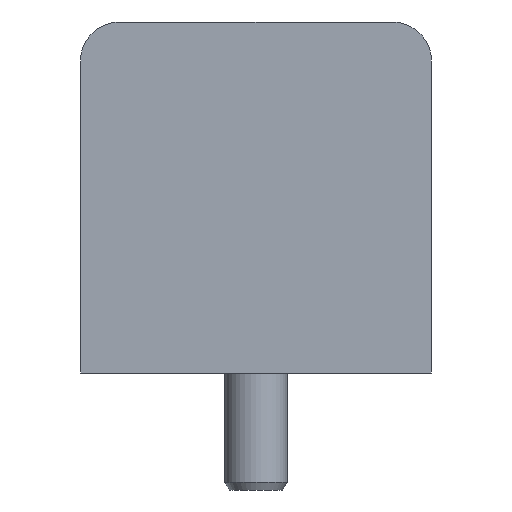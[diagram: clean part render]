
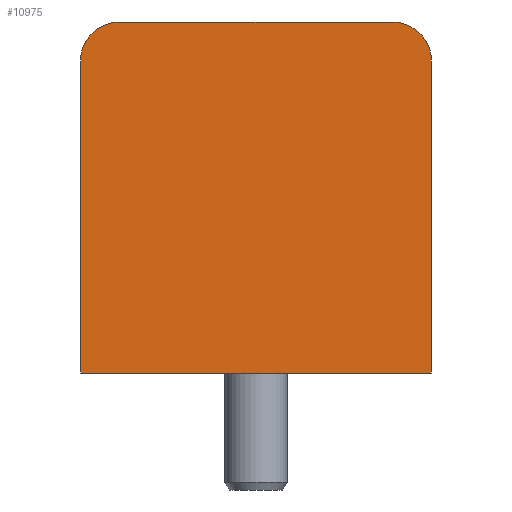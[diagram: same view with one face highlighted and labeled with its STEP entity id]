
A CAD part, left-side view. The second image highlights one B-rep face of the part: STEP entity #10975.
In plain terms, the highlighted planar face has unit normal (-1, 0, 0).
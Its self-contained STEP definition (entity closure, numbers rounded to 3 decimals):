
#302 = EDGE_CURVE ( 'NONE', #13645, #5519, #17802, .T. ) ;
#705 = DIRECTION ( 'NONE',  ( 0., 0., 1. ) ) ;
#1018 = CARTESIAN_POINT ( 'NONE',  ( -5.8, 0., 0. ) ) ;
#1784 = CARTESIAN_POINT ( 'NONE',  ( -5.8, -17.5, 17.5 ) ) ;
#1927 = VERTEX_POINT ( 'NONE', #15784 ) ;
#1937 = CARTESIAN_POINT ( 'NONE',  ( -5.8, 17.5, 17.5 ) ) ;
#2058 = AXIS2_PLACEMENT_3D ( 'NONE', #1937, #22070, #26724 ) ;
#2190 = FACE_OUTER_BOUND ( 'NONE', #16917, .T. ) ;
#2291 = VECTOR ( 'NONE', #22311, 1000. ) ;
#2866 = CARTESIAN_POINT ( 'NONE',  ( -5.8, -22.5, -22.5 ) ) ;
#3387 = AXIS2_PLACEMENT_3D ( 'NONE', #1784, #24205, #4293 ) ;
#3505 = LINE ( 'NONE', #14933, #19216 ) ;
#3723 = EDGE_CURVE ( 'NONE', #21701, #1927, #8197, .T. ) ;
#3796 = CARTESIAN_POINT ( 'NONE',  ( -5.8, 17.5, 22.5 ) ) ;
#3831 = CARTESIAN_POINT ( 'NONE',  ( -5.8, 22.5, -22.5 ) ) ;
#4259 = ORIENTED_EDGE ( 'NONE', *, *, #302, .T. ) ;
#4293 = DIRECTION ( 'NONE',  ( 0., 0., 1. ) ) ;
#5519 = VERTEX_POINT ( 'NONE', #15617 ) ;
#5957 = PLANE ( 'NONE',  #26423 ) ;
#6446 = VECTOR ( 'NONE', #10704, 1000. ) ;
#8197 = LINE ( 'NONE', #23725, #9789 ) ;
#8401 = CIRCLE ( 'NONE', #2058, 5. ) ;
#9455 = EDGE_CURVE ( 'NONE', #20649, #5519, #3505, .T. ) ;
#9789 = VECTOR ( 'NONE', #31253, 1000. ) ;
#10320 = EDGE_CURVE ( 'NONE', #32308, #21701, #25073, .T. ) ;
#10704 = DIRECTION ( 'NONE',  ( 0., 0., -1. ) ) ;
#10975 = ADVANCED_FACE ( 'NONE', ( #2190 ), #5957, .T. ) ;
#13645 = VERTEX_POINT ( 'NONE', #24940 ) ;
#14933 = CARTESIAN_POINT ( 'NONE',  ( -5.8, -22.5, 22.5 ) ) ;
#15617 = CARTESIAN_POINT ( 'NONE',  ( -5.8, -17.5, 22.5 ) ) ;
#15784 = CARTESIAN_POINT ( 'NONE',  ( -5.8, 22.5, 17.5 ) ) ;
#16086 = CARTESIAN_POINT ( 'NONE',  ( -5.8, -22.5, -22.5 ) ) ;
#16917 = EDGE_LOOP ( 'NONE', ( #17984, #4259, #19999, #19734, #17548, #29978 ) ) ;
#17108 = CARTESIAN_POINT ( 'NONE',  ( -5.8, 22.5, -22.5 ) ) ;
#17548 = ORIENTED_EDGE ( 'NONE', *, *, #3723, .F. ) ;
#17643 = EDGE_CURVE ( 'NONE', #20649, #1927, #8401, .T. ) ;
#17802 = CIRCLE ( 'NONE', #3387, 5. ) ;
#17984 = ORIENTED_EDGE ( 'NONE', *, *, #19373, .F. ) ;
#19216 = VECTOR ( 'NONE', #24921, 1000. ) ;
#19373 = EDGE_CURVE ( 'NONE', #13645, #32308, #26501, .T. ) ;
#19734 = ORIENTED_EDGE ( 'NONE', *, *, #17643, .T. ) ;
#19999 = ORIENTED_EDGE ( 'NONE', *, *, #9455, .F. ) ;
#20649 = VERTEX_POINT ( 'NONE', #3796 ) ;
#21701 = VERTEX_POINT ( 'NONE', #3831 ) ;
#22070 = DIRECTION ( 'NONE',  ( -1., 0., 0. ) ) ;
#22311 = DIRECTION ( 'NONE',  ( 0., 1., 0. ) ) ;
#23725 = CARTESIAN_POINT ( 'NONE',  ( -5.8, 22.5, 22.5 ) ) ;
#24205 = DIRECTION ( 'NONE',  ( -1., 0., 0. ) ) ;
#24921 = DIRECTION ( 'NONE',  ( 0., -1., 0. ) ) ;
#24940 = CARTESIAN_POINT ( 'NONE',  ( -5.8, -22.5, 17.5 ) ) ;
#25073 = LINE ( 'NONE', #17108, #2291 ) ;
#25968 = DIRECTION ( 'NONE',  ( -1., 0., 0. ) ) ;
#26423 = AXIS2_PLACEMENT_3D ( 'NONE', #1018, #25968, #705 ) ;
#26501 = LINE ( 'NONE', #16086, #6446 ) ;
#26724 = DIRECTION ( 'NONE',  ( 0., 0., 1. ) ) ;
#29978 = ORIENTED_EDGE ( 'NONE', *, *, #10320, .F. ) ;
#31253 = DIRECTION ( 'NONE',  ( 0., 0., 1. ) ) ;
#32308 = VERTEX_POINT ( 'NONE', #2866 ) ;
